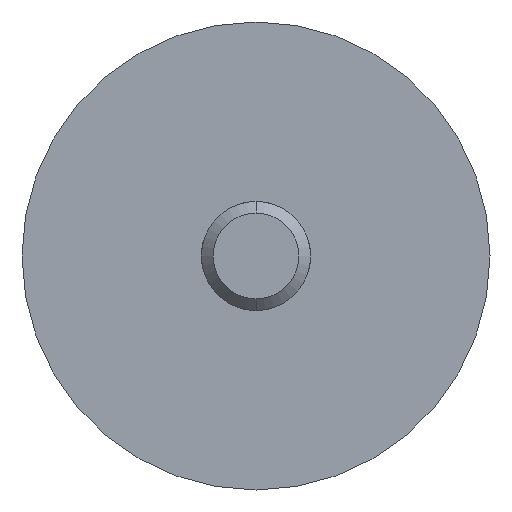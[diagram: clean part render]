
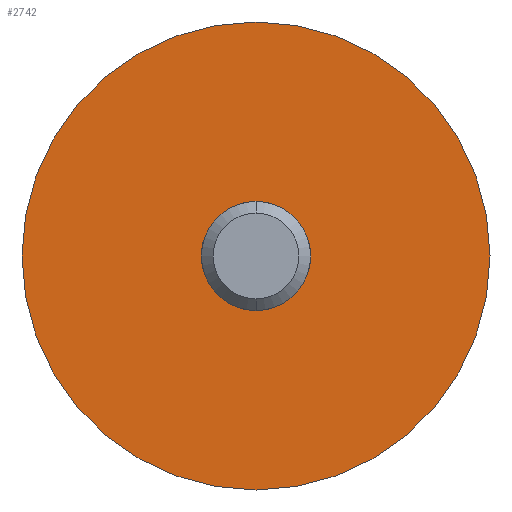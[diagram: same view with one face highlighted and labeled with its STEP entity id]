
A CAD part, front view. The second image highlights one B-rep face of the part: STEP entity #2742.
In plain terms, the highlighted planar face has unit normal (0, -1, 0).
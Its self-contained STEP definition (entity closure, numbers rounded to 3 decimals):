
#24 = PLANE ( 'NONE',  #2552 ) ;
#290 = AXIS2_PLACEMENT_3D ( 'NONE', #2014, #811, #488 ) ;
#317 = FACE_BOUND ( 'NONE', #395, .T. ) ;
#387 = AXIS2_PLACEMENT_3D ( 'NONE', #623, #3394, #3084 ) ;
#395 = EDGE_LOOP ( 'NONE', ( #1000, #721 ) ) ;
#488 = DIRECTION ( 'NONE',  ( 0., 0., 1. ) ) ;
#623 = CARTESIAN_POINT ( 'NONE',  ( 0., -5., 0. ) ) ;
#721 = ORIENTED_EDGE ( 'NONE', *, *, #3232, .T. ) ;
#811 = DIRECTION ( 'NONE',  ( 0., 1., 0. ) ) ;
#905 = EDGE_CURVE ( 'NONE', #1855, #3805, #1095, .T. ) ;
#1000 = ORIENTED_EDGE ( 'NONE', *, *, #2144, .T. ) ;
#1095 = CIRCLE ( 'NONE', #2186, 60. ) ;
#1258 = CARTESIAN_POINT ( 'NONE',  ( 0., -5., -60. ) ) ;
#1284 = DIRECTION ( 'NONE',  ( 0., 1., 0. ) ) ;
#1585 = DIRECTION ( 'NONE',  ( 0., 0., 1. ) ) ;
#1598 = CARTESIAN_POINT ( 'NONE',  ( 0., -5., 0. ) ) ;
#1678 = ORIENTED_EDGE ( 'NONE', *, *, #2777, .F. ) ;
#1720 = CIRCLE ( 'NONE', #2963, 60. ) ;
#1855 = VERTEX_POINT ( 'NONE', #1258 ) ;
#1899 = DIRECTION ( 'NONE',  ( 0., 0., 1. ) ) ;
#2014 = CARTESIAN_POINT ( 'NONE',  ( 0., -5., 0. ) ) ;
#2144 = EDGE_CURVE ( 'NONE', #3960, #2540, #3208, .T. ) ;
#2186 = AXIS2_PLACEMENT_3D ( 'NONE', #3572, #2939, #2265 ) ;
#2187 = CARTESIAN_POINT ( 'NONE',  ( 0., -5., 60. ) ) ;
#2265 = DIRECTION ( 'NONE',  ( 0., 0., 1. ) ) ;
#2425 = ORIENTED_EDGE ( 'NONE', *, *, #905, .F. ) ;
#2540 = VERTEX_POINT ( 'NONE', #2707 ) ;
#2552 = AXIS2_PLACEMENT_3D ( 'NONE', #3159, #1284, #1585 ) ;
#2707 = CARTESIAN_POINT ( 'NONE',  ( 0., -5., -9.5 ) ) ;
#2742 = ADVANCED_FACE ( 'NONE', ( #317, #3923 ), #24, .F. ) ;
#2756 = CARTESIAN_POINT ( 'NONE',  ( 0., -5., 9.5 ) ) ;
#2777 = EDGE_CURVE ( 'NONE', #3805, #1855, #1720, .T. ) ;
#2939 = DIRECTION ( 'NONE',  ( 0., 1., 0. ) ) ;
#2963 = AXIS2_PLACEMENT_3D ( 'NONE', #1598, #3791, #1899 ) ;
#3072 = EDGE_LOOP ( 'NONE', ( #1678, #2425 ) ) ;
#3084 = DIRECTION ( 'NONE',  ( 0., 0., 1. ) ) ;
#3159 = CARTESIAN_POINT ( 'NONE',  ( 0., -5., 0. ) ) ;
#3208 = CIRCLE ( 'NONE', #387, 9.5 ) ;
#3232 = EDGE_CURVE ( 'NONE', #2540, #3960, #3400, .T. ) ;
#3394 = DIRECTION ( 'NONE',  ( 0., 1., 0. ) ) ;
#3400 = CIRCLE ( 'NONE', #290, 9.5 ) ;
#3572 = CARTESIAN_POINT ( 'NONE',  ( 0., -5., 0. ) ) ;
#3791 = DIRECTION ( 'NONE',  ( 0., 1., 0. ) ) ;
#3805 = VERTEX_POINT ( 'NONE', #2187 ) ;
#3923 = FACE_OUTER_BOUND ( 'NONE', #3072, .T. ) ;
#3960 = VERTEX_POINT ( 'NONE', #2756 ) ;
